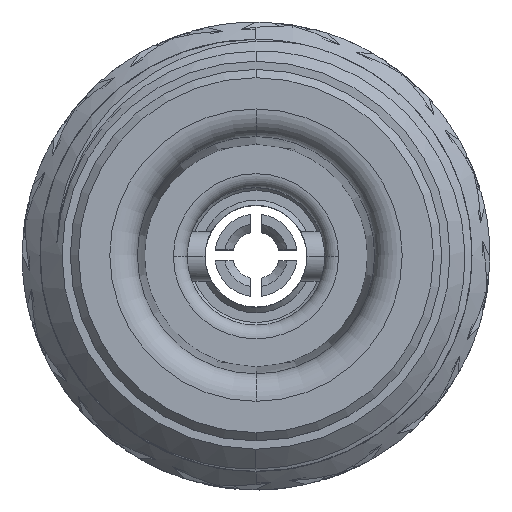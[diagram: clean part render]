
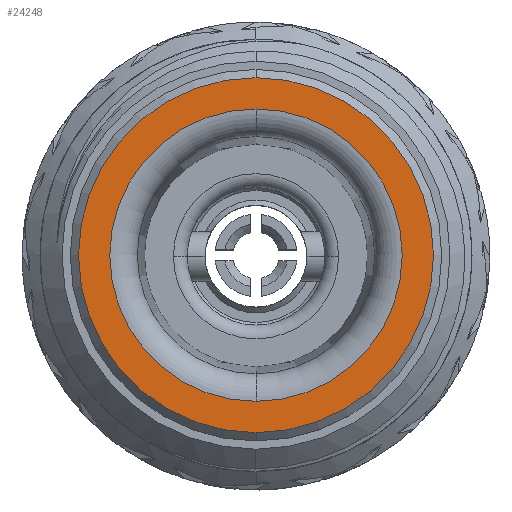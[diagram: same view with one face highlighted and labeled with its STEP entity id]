
A CAD part, top view. The second image highlights one B-rep face of the part: STEP entity #24248.
In plain terms, the highlighted planar face has unit normal (0, 0, 1).
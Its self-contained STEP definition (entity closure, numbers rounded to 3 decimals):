
#206 = DIRECTION ( 'NONE',  ( 0., 0., 1. ) ) ;
#2608 = ORIENTED_EDGE ( 'NONE', *, *, #81285, .T. ) ;
#3268 = CARTESIAN_POINT ( 'NONE',  ( 0., 6.45, 23.5 ) ) ;
#21930 = VERTEX_POINT ( 'NONE', #3268 ) ;
#23483 = AXIS2_PLACEMENT_3D ( 'NONE', #119828, #110544, #25735 ) ;
#24248 = ADVANCED_FACE ( 'NONE', ( #84375, #66415 ), #122144, .T. ) ;
#25735 = DIRECTION ( 'NONE',  ( 0., -1., 0. ) ) ;
#30979 = EDGE_CURVE ( 'NONE', #65843, #76215, #113146, .T. ) ;
#35909 = DIRECTION ( 'NONE',  ( 0., -1., 0. ) ) ;
#37957 = DIRECTION ( 'NONE',  ( 0., -1., 0. ) ) ;
#38193 = AXIS2_PLACEMENT_3D ( 'NONE', #87335, #78054, #86736 ) ;
#42576 = EDGE_LOOP ( 'NONE', ( #99641, #2608 ) ) ;
#46244 = EDGE_CURVE ( 'NONE', #21930, #71090, #63848, .T. ) ;
#47233 = CARTESIAN_POINT ( 'NONE',  ( 0., 6.75, 23.5 ) ) ;
#49550 = DIRECTION ( 'NONE',  ( 0., 0., -1. ) ) ;
#50694 = CARTESIAN_POINT ( 'NONE',  ( 0., 5.313, 23.5 ) ) ;
#54479 = CIRCLE ( 'NONE', #111889, 6.45 ) ;
#60869 = EDGE_LOOP ( 'NONE', ( #116086, #91224 ) ) ;
#61008 = CARTESIAN_POINT ( 'NONE',  ( 0., -6.45, 23.5 ) ) ;
#63848 = CIRCLE ( 'NONE', #38193, 6.45 ) ;
#65843 = VERTEX_POINT ( 'NONE', #113926 ) ;
#66415 = FACE_BOUND ( 'NONE', #60869, .T. ) ;
#71090 = VERTEX_POINT ( 'NONE', #61008 ) ;
#71553 = AXIS2_PLACEMENT_3D ( 'NONE', #47233, #206, #37957 ) ;
#76215 = VERTEX_POINT ( 'NONE', #50694 ) ;
#78011 = CARTESIAN_POINT ( 'NONE',  ( 0., 0., 23.5 ) ) ;
#78054 = DIRECTION ( 'NONE',  ( 0., 0., 1. ) ) ;
#79536 = AXIS2_PLACEMENT_3D ( 'NONE', #78011, #49550, #87903 ) ;
#81285 = EDGE_CURVE ( 'NONE', #71090, #21930, #54479, .T. ) ;
#84375 = FACE_OUTER_BOUND ( 'NONE', #42576, .T. ) ;
#86736 = DIRECTION ( 'NONE',  ( 0., -1., 0. ) ) ;
#87335 = CARTESIAN_POINT ( 'NONE',  ( 0., 0., 23.5 ) ) ;
#87903 = DIRECTION ( 'NONE',  ( 0., -1., 0. ) ) ;
#91224 = ORIENTED_EDGE ( 'NONE', *, *, #117713, .T. ) ;
#99641 = ORIENTED_EDGE ( 'NONE', *, *, #46244, .T. ) ;
#106442 = CIRCLE ( 'NONE', #23483, 5.313 ) ;
#110239 = DIRECTION ( 'NONE',  ( 0., 0., 1. ) ) ;
#110544 = DIRECTION ( 'NONE',  ( 0., 0., -1. ) ) ;
#111889 = AXIS2_PLACEMENT_3D ( 'NONE', #120120, #110239, #35909 ) ;
#113146 = CIRCLE ( 'NONE', #79536, 5.313 ) ;
#113926 = CARTESIAN_POINT ( 'NONE',  ( 0., -5.313, 23.5 ) ) ;
#116086 = ORIENTED_EDGE ( 'NONE', *, *, #30979, .T. ) ;
#117713 = EDGE_CURVE ( 'NONE', #76215, #65843, #106442, .T. ) ;
#119828 = CARTESIAN_POINT ( 'NONE',  ( 0., 0., 23.5 ) ) ;
#120120 = CARTESIAN_POINT ( 'NONE',  ( 0., 0., 23.5 ) ) ;
#122144 = PLANE ( 'NONE',  #71553 ) ;
